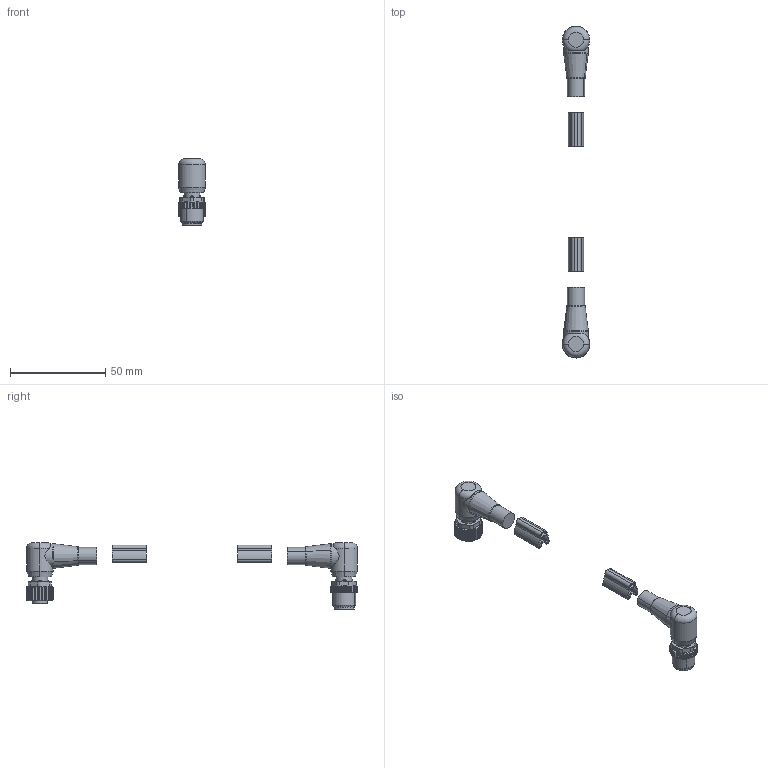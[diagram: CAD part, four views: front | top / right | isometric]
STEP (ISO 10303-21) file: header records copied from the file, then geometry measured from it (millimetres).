
FILE_DESCRIPTION(('CATIA V5 STEP Exchange','CAx-IF Rec.Pracs.--- Model Styling and Organization---1.4--- 2014-01-23'),'2;1');
FILE_NAME ('005122-2_0', '2023-02-08T13:35:47+00:00', ('none'), ('Weidmueller'), 'CATIA Version 5-6 Release 2016 SP3 HF44', 'CATIA V5 STEP AP214', 'none');
FILE_SCHEMA(('AUTOMOTIVE_DESIGN { 1 0 10303 214 1 1 1 1 }'));
Length unit declared in the file: millimetre
Products named in the file (1): 1061910500
Bounding box: 14.6 x 174.56 x 35 mm (x, y, z)
Volume: 13312.4 mm3; surface area: 11668 mm2
Topology: 21 solids, 21 shells, 1212 faces, 3062 edges, 1918 vertices
Faces by surface type: plane 487, cylinder 392, cone 160, torus 125, bspline 30, sphere 14, revolution 4
Entity records: 36451 total; most frequent: CARTESIAN_POINT 10497, ORIENTED_EDGE 6048, DIRECTION 3976, EDGE_CURVE 3024, VERTEX_POINT 1918, AXIS2_PLACEMENT_3D 1912, EDGE_LOOP 1314, VECTOR 1251
